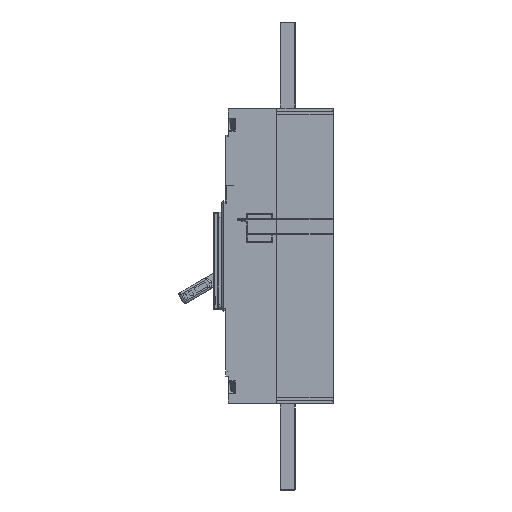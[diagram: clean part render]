
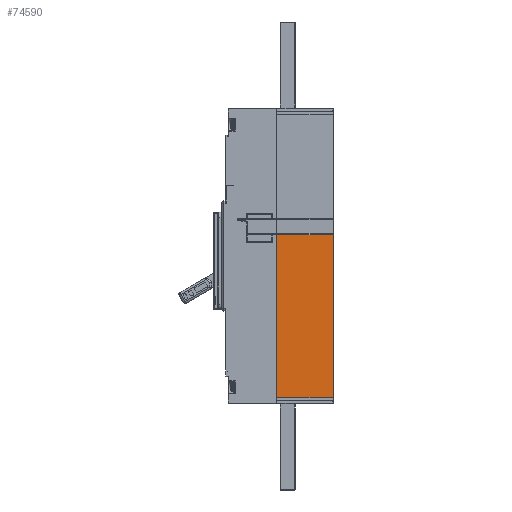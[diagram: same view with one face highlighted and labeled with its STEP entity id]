
A CAD part, left-side view. The second image highlights one B-rep face of the part: STEP entity #74590.
In plain terms, the highlighted planar face has unit normal (-1, 0, 0).
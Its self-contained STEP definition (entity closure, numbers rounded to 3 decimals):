
#63014=DIRECTION('',(0.,0.,-1.));
#63015=VECTOR('',#63014,150.91);
#63016=CARTESIAN_POINT('',(-175.,52.,19.6));
#63017=LINE('',#63016,#63015);
#64450=DIRECTION('',(0.,0.,1.));
#64451=VECTOR('',#64450,150.91);
#64452=CARTESIAN_POINT('',(-175.,0.,-131.31));
#64453=LINE('',#64452,#64451);
#65525=DIRECTION('',(0.,1.,0.));
#65526=VECTOR('',#65525,52.);
#65527=CARTESIAN_POINT('',(-175.,0.,-131.31));
#65528=LINE('',#65527,#65526);
#65539=DIRECTION('',(0.,1.,0.));
#65540=VECTOR('',#65539,52.);
#65541=CARTESIAN_POINT('',(-175.,0.,19.6));
#65542=LINE('',#65541,#65540);
#71430=CARTESIAN_POINT('',(-175.,52.,19.6));
#71431=VERTEX_POINT('',#71430);
#71432=CARTESIAN_POINT('',(-175.,52.,-131.31));
#71433=VERTEX_POINT('',#71432);
#71705=CARTESIAN_POINT('',(-175.,0.,-131.31));
#71706=VERTEX_POINT('',#71705);
#71707=CARTESIAN_POINT('',(-175.,0.,19.6));
#71708=VERTEX_POINT('',#71707);
#74578=CARTESIAN_POINT('',(-175.,129.898,-136.5));
#74579=DIRECTION('',(1.,0.,0.));
#74580=DIRECTION('',(0.,-1.,0.));
#74581=AXIS2_PLACEMENT_3D('',#74578,#74579,#74580);
#74582=PLANE('',#74581);
#74584=ORIENTED_EDGE('',*,*,#74583,.F.);
#74585=ORIENTED_EDGE('',*,*,#73002,.F.);
#74586=ORIENTED_EDGE('',*,*,#74563,.T.);
#74587=ORIENTED_EDGE('',*,*,#72025,.F.);
#74588=EDGE_LOOP('',(#74584,#74585,#74586,#74587));
#74589=FACE_OUTER_BOUND('',#74588,.F.);
#72025=EDGE_CURVE('',#71431,#71433,#63017,.T.);
#73002=EDGE_CURVE('',#71706,#71708,#64453,.T.);
#74563=EDGE_CURVE('',#71706,#71433,#65528,.T.);
#74583=EDGE_CURVE('',#71708,#71431,#65542,.T.);
#74590=ADVANCED_FACE('',(#74589),#74582,.F.);
